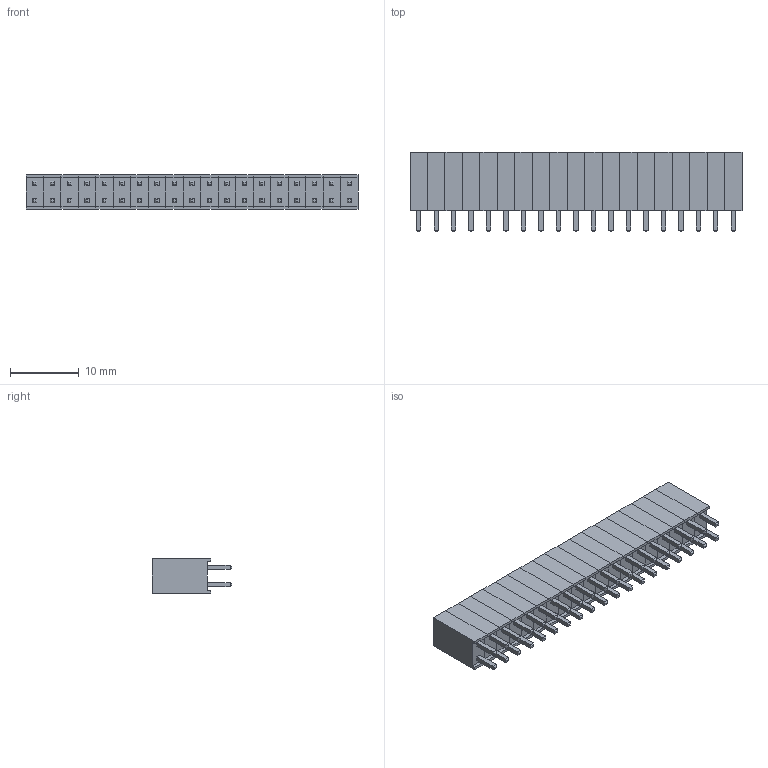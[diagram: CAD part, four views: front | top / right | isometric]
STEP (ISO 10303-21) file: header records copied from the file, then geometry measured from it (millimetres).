
FILE_DESCRIPTION (( 'STEP AP214' ), '1' );
FILE_NAME ('DS-1023-38.STEP', '2019-07-10T22:36:44', ( '' ), ( '' ), 'SwSTEP 2.0', 'SolidWorks 2018', '' );
FILE_SCHEMA (( 'AUTOMOTIVE_DESIGN' ));
Length unit declared in the file: millimetre
Products named in the file (1): DS-1023-38
Bounding box: 48.26 x 11.5 x 5 mm (x, y, z)
Volume: 1909.2 mm3; surface area: 3560.8 mm2
Topology: 19 solids, 19 shells, 874 faces, 1976 edges, 1216 vertices
Faces by surface type: plane 874
Entity records: 33298 total; most frequent: CARTESIAN_POINT 4067, ORIENTED_EDGE 3952, DIRECTION 3726, VECTOR 1976, EDGE_CURVE 1976, LINE 1976, VERTEX_POINT 1216, EDGE_LOOP 950
